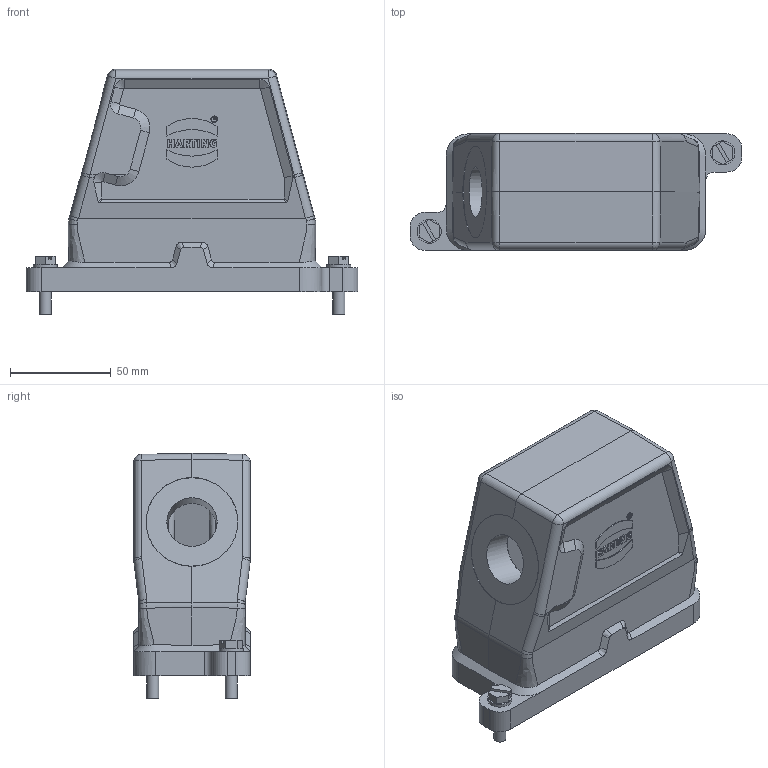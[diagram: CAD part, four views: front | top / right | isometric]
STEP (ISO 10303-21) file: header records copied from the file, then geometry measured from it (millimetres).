
FILE_DESCRIPTION(/* description */ (''),/* implementation_level */ '2;1');
FILE_NAME(/* name */ '100609716ugm000_b.stp',/* time_stamp */ '2018-09-05T09:35:17+02:00',/* author */ (''),/* organization */ (''),/* preprocessor_version */ 'ST-DEVELOPER v16.7',/* originating_system */ 'SIEMENS PLM Software NX 12.0',/* authorisation */ '');
FILE_SCHEMA (('AUTOMOTIVE_DESIGN { 1 0 10303 214 3 1 1 1 }'));
Length unit declared in the file: millimetre
Products named in the file (1): 100609716ugm000_b
Bounding box: 165 x 58 x 121.9 mm (x, y, z)
Volume: 230552.5 mm3; surface area: 82467.1 mm2
Topology: 1 solids, 1 shells, 381 faces, 1029 edges, 668 vertices
Faces by surface type: plane 214, cylinder 103, bspline 42, cone 16, sphere 4, extrusion 2
Full cylindrical faces by diameter (mm): 2.75 x1, 3 x4, 3.25 x1, 6 x2, 12 x2, 25 x1, 45.6 x1
Entity records: 16284 total; most frequent: CARTESIAN_POINT 4389, ORIENTED_EDGE 1966, DIRECTION 1801, EDGE_CURVE 983, VERTEX_POINT 651, VECTOR 633, LINE 631, AXIS2_PLACEMENT_3D 584
